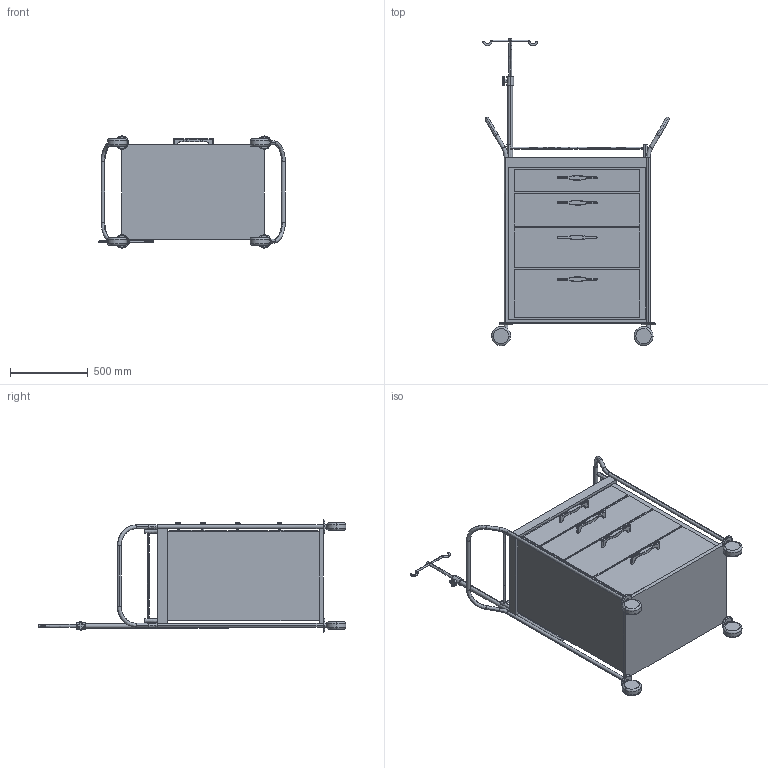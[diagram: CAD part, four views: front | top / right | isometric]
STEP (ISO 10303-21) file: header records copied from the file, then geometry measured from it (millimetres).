
FILE_DESCRIPTION(('FreeCAD Model'),'2;1');
FILE_NAME('Open CASCADE Shape Model','2025-04-29T12:04:40',('FreeCAD'),( 'FreeCAD'),'Open CASCADE STEP processor 7.6','FreeCAD','Unknown');
FILE_SCHEMA(('AUTOMOTIVE_DESIGN { 1 0 10303 214 1 1 1 1 }'));
Length unit declared in the file: millimetre
Products named in the file (1): Open CASCADE STEP translator 7.6 1
Bounding box: 1200.78 x 1979.59 x 720.85 mm (x, y, z)
Volume: 534692301.8 mm3; surface area: 5467073 mm2
Topology: 13 solids, 13 shells, 369 faces, 877 edges, 546 vertices
Faces by surface type: bspline 369
Entity records: 12767 total; most frequent: CARTESIAN_POINT 7803, ORIENTED_EDGE 1746, EDGE_CURVE 873, VERTEX_POINT 546, B_SPLINE_CURVE_WITH_KNOTS 469, FACE_BOUND 391, EDGE_LOOP 391, ADVANCED_FACE 369
